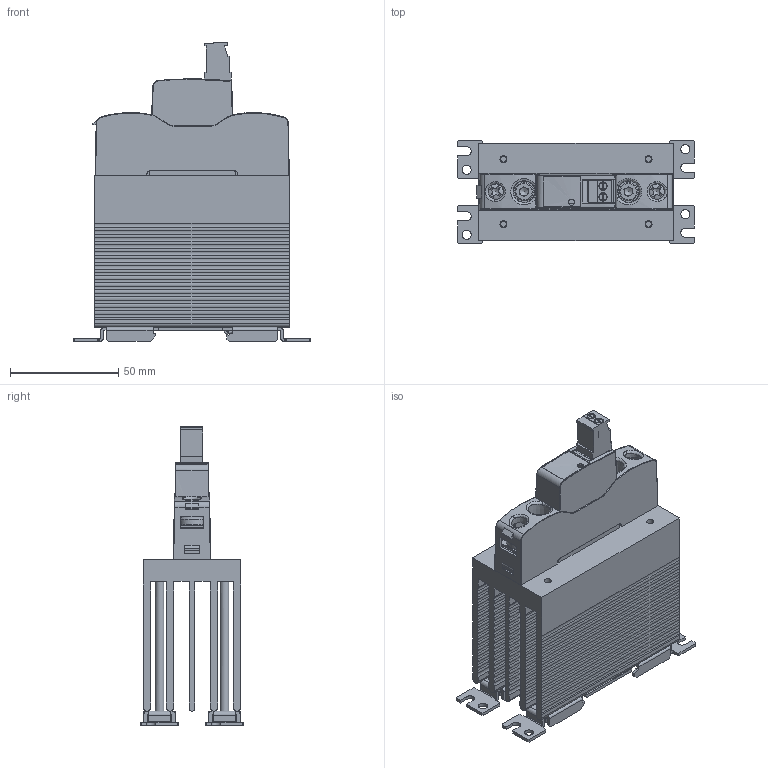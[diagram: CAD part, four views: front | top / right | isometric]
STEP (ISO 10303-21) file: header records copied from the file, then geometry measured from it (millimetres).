
FILE_DESCRIPTION(/* description */ (''),/* implementation_level */ '2;1');
FILE_NAME(/* name */ '3d_HS1C...040... bloccato.stp',/* time_stamp */ '2024-04-19T09:00:17+02:00',/* author */ ('FUMAGALLI'),/* organization */ (''),/* preprocessor_version */ 'ST-DEVELOPER v16.1',/* originating_system */ 'Autodesk Inventor 2016',/* authorisation */ '');
FILE_SCHEMA (('AUTOMOTIVE_DESIGN { 1 0 10303 214 3 1 1 }'));
Products named in the file (1): Part188
Bounding box: 109.4 x 47.5 x 137.92 mm (x, y, z)
Volume: 155069.8 mm3; surface area: 114566.7 mm2
Topology: 1 solids, 3 shells, 1943 faces, 5641 edges, 3684 vertices
Faces by surface type: plane 1038, cylinder 713, cone 83, torus 69, sphere 24, bspline 16
Full cylindrical faces by diameter (mm): 1 x4, 2.1 x2, 2.5 x2, 2.6 x2, 3 x2, 3.242 x4, 3.9 x2, 4 x4, 4.134 x2, 4.2 x8, 4.917 x2, 5 x2, 6 x2, 6.2 x6, 8.5 x2, 12 x2
Entity records: 74551 total; most frequent: CARTESIAN_POINT 21222, ORIENTED_EDGE 10952, DIRECTION 10623, EDGE_CURVE 5468, VERTEX_POINT 3633, AXIS2_PLACEMENT_3D 3587, LINE 3449, VECTOR 3449
